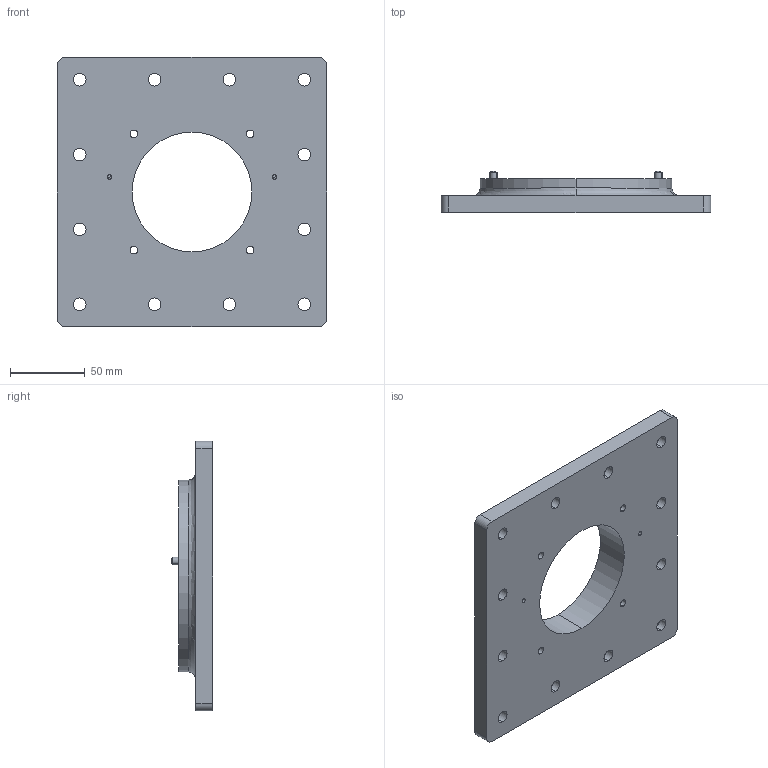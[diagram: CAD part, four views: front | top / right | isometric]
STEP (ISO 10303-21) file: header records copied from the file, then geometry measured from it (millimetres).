
FILE_DESCRIPTION (( 'STEP AP214' ), '1' );
FILE_NAME ('DU8985 - Bgr mit Stiften - Zustand 4.STEP', '2023-01-17T12:38:27', ( '' ), ( '' ), 'SwSTEP 2.0', 'SolidWorks 2022', '' );
FILE_SCHEMA (( 'AUTOMOTIVE_DESIGN' ));
Length unit declared in the file: millimetre
Products named in the file (3): DU8985 - Bgr mit Stiften - Zustand 4; DU8985 - adapterflansch - ST-RB-001-0004; DIN6325 Zylinderstift m6_Zylinderstift DIN 6325 d5x 24
Assembly tree (3 placements, depth 2):
  DU8985 - Bgr mit Stiften - Zustand 4
    DU8985 - adapterflansch - ST-RB-001-0004
    DIN6325 Zylinderstift m6_Zylinderstift DIN 6325 d5x 24  x2
Bounding box: 180 x 27.5 x 180 mm (x, y, z)
Volume: 382508.3 mm3; surface area: 78124.1 mm2
Topology: 3 solids, 3 shells, 113 faces, 264 edges, 170 vertices
Faces by surface type: cylinder 76, plane 19, cone 8, sphere 8, bspline 2
Entity records: 3738 total; most frequent: CARTESIAN_POINT 883, DIRECTION 622, ORIENTED_EDGE 500, AXIS2_PLACEMENT_3D 265, EDGE_CURVE 250, VERTEX_POINT 162, EDGE_LOOP 156, CIRCLE 156
